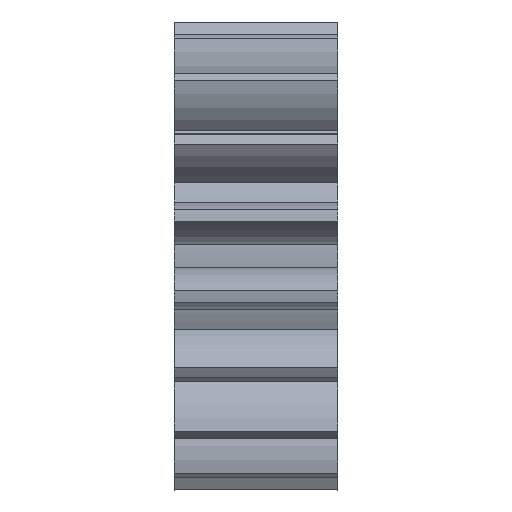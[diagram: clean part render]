
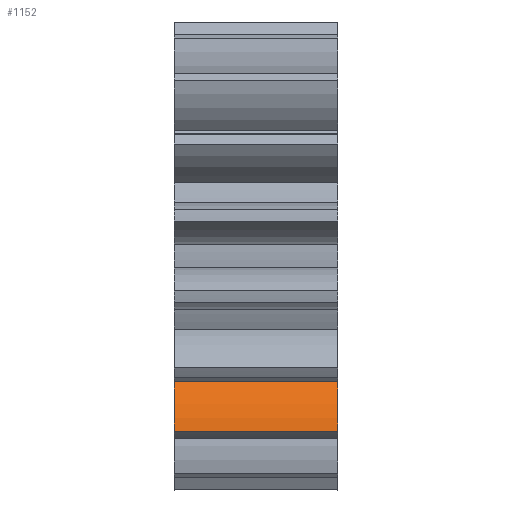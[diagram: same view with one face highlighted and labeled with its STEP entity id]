
A CAD part, front view. The second image highlights one B-rep face of the part: STEP entity #1152.
In plain terms, the highlighted cylindrical face has radius 1.8 mm (diameter 3.6 mm), a partial arc.
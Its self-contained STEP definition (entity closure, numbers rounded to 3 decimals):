
#1 = ORIENTED_EDGE ( 'NONE', *, *, #1805, .T. ) ;
#27 = CARTESIAN_POINT ( 'NONE',  ( 3.5, -3.307, -3.75 ) ) ;
#48 = VECTOR ( 'NONE', #1985, 1000. ) ;
#123 = CARTESIAN_POINT ( 'NONE',  ( 0., -1.518, -3.947 ) ) ;
#183 = CARTESIAN_POINT ( 'NONE',  ( 12., -2.797, -2.68 ) ) ;
#214 = AXIS2_PLACEMENT_3D ( 'NONE', #1124, #3196, #1432 ) ;
#220 = ORIENTED_EDGE ( 'NONE', *, *, #3527, .T. ) ;
#238 = LINE ( 'NONE', #183, #48 ) ;
#295 = CARTESIAN_POINT ( 'NONE',  ( 6., -3.307, -3.75 ) ) ;
#356 = CIRCLE ( 'NONE', #1103, 1.8 ) ;
#389 = VERTEX_POINT ( 'NONE', #3142 ) ;
#434 = DIRECTION ( 'NONE',  ( 0., 0., -1. ) ) ;
#691 = VERTEX_POINT ( 'NONE', #27 ) ;
#788 = CIRCLE ( 'NONE', #214, 1.8 ) ;
#795 = VERTEX_POINT ( 'NONE', #1896 ) ;
#828 = VERTEX_POINT ( 'NONE', #2945 ) ;
#1103 = AXIS2_PLACEMENT_3D ( 'NONE', #123, #2219, #434 ) ;
#1124 = CARTESIAN_POINT ( 'NONE',  ( 3.5, -1.518, -3.947 ) ) ;
#1152 = ADVANCED_FACE ( 'NONE', ( #2602 ), #2501, .T. ) ;
#1432 = DIRECTION ( 'NONE',  ( 0., 0., 1. ) ) ;
#1702 = ORIENTED_EDGE ( 'NONE', *, *, #3632, .T. ) ;
#1746 = VECTOR ( 'NONE', #1785, 1000. ) ;
#1785 = DIRECTION ( 'NONE',  ( 1., 0., 0. ) ) ;
#1805 = EDGE_CURVE ( 'NONE', #389, #691, #2640, .T. ) ;
#1824 = EDGE_LOOP ( 'NONE', ( #2701, #220, #1702, #1 ) ) ;
#1896 = CARTESIAN_POINT ( 'NONE',  ( 3.5, -2.797, -2.68 ) ) ;
#1985 = DIRECTION ( 'NONE',  ( -1., 0., 0. ) ) ;
#2219 = DIRECTION ( 'NONE',  ( 1., 0., 0. ) ) ;
#2501 = CYLINDRICAL_SURFACE ( 'NONE', #2807, 1.8 ) ;
#2602 = FACE_OUTER_BOUND ( 'NONE', #1824, .T. ) ;
#2640 = LINE ( 'NONE', #295, #1746 ) ;
#2701 = ORIENTED_EDGE ( 'NONE', *, *, #3801, .F. ) ;
#2806 = DIRECTION ( 'NONE',  ( 0., 0., 1. ) ) ;
#2807 = AXIS2_PLACEMENT_3D ( 'NONE', #2851, #2882, #2806 ) ;
#2851 = CARTESIAN_POINT ( 'NONE',  ( 12., -1.518, -3.947 ) ) ;
#2882 = DIRECTION ( 'NONE',  ( -1., 0., 0. ) ) ;
#2945 = CARTESIAN_POINT ( 'NONE',  ( 0., -2.797, -2.68 ) ) ;
#3142 = CARTESIAN_POINT ( 'NONE',  ( 0., -3.307, -3.75 ) ) ;
#3196 = DIRECTION ( 'NONE',  ( 1., 0., 0. ) ) ;
#3527 = EDGE_CURVE ( 'NONE', #795, #828, #238, .T. ) ;
#3632 = EDGE_CURVE ( 'NONE', #828, #389, #356, .T. ) ;
#3801 = EDGE_CURVE ( 'NONE', #795, #691, #788, .T. ) ;
